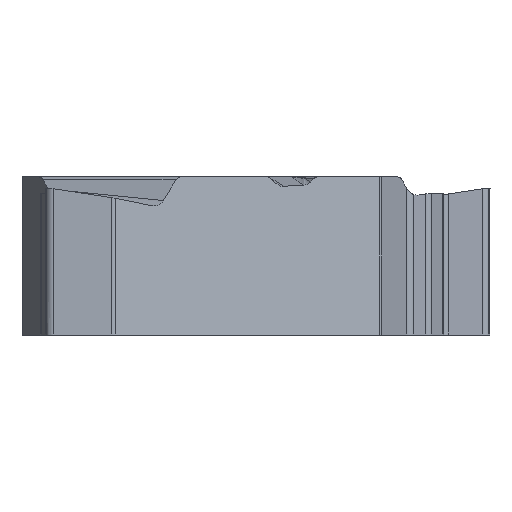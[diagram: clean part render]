
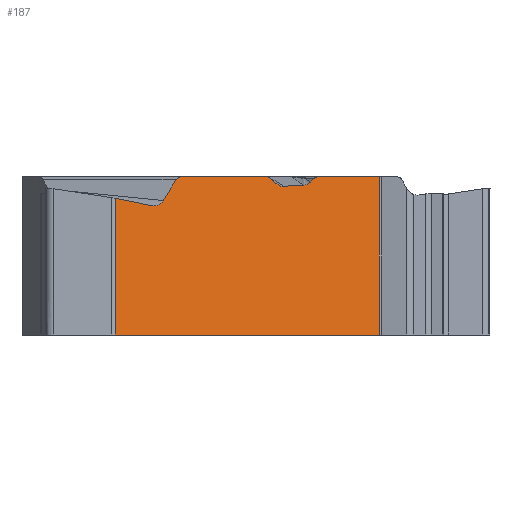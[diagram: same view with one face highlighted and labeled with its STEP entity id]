
A CAD part, front view. The second image highlights one B-rep face of the part: STEP entity #187.
In plain terms, the highlighted planar face has unit normal (0.5, -0.866, 0).
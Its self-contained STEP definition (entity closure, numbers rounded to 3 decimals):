
#187=ADVANCED_FACE('',(#338),#285,.F.);
#285=PLANE('',#2132);
#338=FACE_OUTER_BOUND('',#442,.T.);
#442=EDGE_LOOP('',(#680,#681,#682,#683,#684,#685,#686,#687,#688,#689,#690,
#691,#692,#693,#694,#695));
#552=ELLIPSE('',#2128,0.368,0.32);
#553=ELLIPSE('',#2129,0.15,0.15);
#554=ELLIPSE('',#2130,0.167,0.15);
#555=ELLIPSE('',#2131,0.177,0.15);
#680=ORIENTED_EDGE('',*,*,#1448,.T.);
#681=ORIENTED_EDGE('',*,*,#1449,.F.);
#682=ORIENTED_EDGE('',*,*,#1450,.T.);
#683=ORIENTED_EDGE('',*,*,#1451,.F.);
#684=ORIENTED_EDGE('',*,*,#1452,.T.);
#685=ORIENTED_EDGE('',*,*,#1453,.F.);
#686=ORIENTED_EDGE('',*,*,#1454,.F.);
#687=ORIENTED_EDGE('',*,*,#1455,.F.);
#688=ORIENTED_EDGE('',*,*,#1456,.F.);
#689=ORIENTED_EDGE('',*,*,#1457,.F.);
#690=ORIENTED_EDGE('',*,*,#1458,.F.);
#691=ORIENTED_EDGE('',*,*,#1459,.F.);
#692=ORIENTED_EDGE('',*,*,#1460,.F.);
#693=ORIENTED_EDGE('',*,*,#1461,.F.);
#694=ORIENTED_EDGE('',*,*,#1462,.F.);
#695=ORIENTED_EDGE('',*,*,#1463,.F.);
#1236=VERTEX_POINT('',#3523);
#1237=VERTEX_POINT('',#3524);
#1238=VERTEX_POINT('',#3526);
#1239=VERTEX_POINT('',#3528);
#1240=VERTEX_POINT('',#3530);
#1241=VERTEX_POINT('',#3532);
#1242=VERTEX_POINT('',#3534);
#1243=VERTEX_POINT('',#3536);
#1244=VERTEX_POINT('',#3538);
#1245=VERTEX_POINT('',#3552);
#1246=VERTEX_POINT('',#3554);
#1247=VERTEX_POINT('',#3568);
#1248=VERTEX_POINT('',#3570);
#1249=VERTEX_POINT('',#3572);
#1250=VERTEX_POINT('',#3574);
#1251=VERTEX_POINT('',#3576);
#1448=EDGE_CURVE('',#1236,#1237,#552,.T.);
#1449=EDGE_CURVE('',#1238,#1237,#1709,.T.);
#1450=EDGE_CURVE('',#1238,#1239,#1710,.T.);
#1451=EDGE_CURVE('',#1240,#1239,#1711,.T.);
#1452=EDGE_CURVE('',#1240,#1241,#1712,.T.);
#1453=EDGE_CURVE('',#1242,#1241,#1713,.T.);
#1454=EDGE_CURVE('',#1243,#1242,#553,.T.);
#1455=EDGE_CURVE('',#1244,#1243,#1714,.T.);
#1456=EDGE_CURVE('',#1245,#1244,#2027,.T.);
#1457=EDGE_CURVE('',#1246,#1245,#1715,.T.);
#1458=EDGE_CURVE('',#1247,#1246,#2028,.T.);
#1459=EDGE_CURVE('',#1248,#1247,#1716,.T.);
#1460=EDGE_CURVE('',#1249,#1248,#554,.T.);
#1461=EDGE_CURVE('',#1250,#1249,#1717,.T.);
#1462=EDGE_CURVE('',#1251,#1250,#555,.T.);
#1463=EDGE_CURVE('',#1236,#1251,#1718,.T.);
#1709=LINE('',#3525,#1883);
#1710=LINE('',#3527,#1884);
#1711=LINE('',#3529,#1885);
#1712=LINE('',#3531,#1886);
#1713=LINE('',#3533,#1887);
#1714=LINE('',#3537,#1888);
#1715=LINE('',#3553,#1889);
#1716=LINE('',#3569,#1890);
#1717=LINE('',#3573,#1891);
#1718=LINE('',#3577,#1892);
#1883=VECTOR('',#2423,1.);
#1884=VECTOR('',#2424,1.);
#1885=VECTOR('',#2425,1.);
#1886=VECTOR('',#2426,1.);
#1887=VECTOR('',#2427,1.);
#1888=VECTOR('',#2430,1.);
#1889=VECTOR('',#2431,1.);
#1890=VECTOR('',#2432,1.);
#1891=VECTOR('',#2435,1.);
#1892=VECTOR('',#2438,1.);
#2027=B_SPLINE_CURVE_WITH_KNOTS('',3,(#3539,#3540,#3541,#3542,#3543,#3544,
#3545,#3546,#3547,#3548,#3549,#3550,#3551),.UNSPECIFIED.,.F.,.F.,(4,3,3,
3,4),(0.,0.249,0.498,0.746,1.),
 .UNSPECIFIED.);
#2028=B_SPLINE_CURVE_WITH_KNOTS('',3,(#3555,#3556,#3557,#3558,#3559,#3560,
#3561,#3562,#3563,#3564,#3565,#3566,#3567),.UNSPECIFIED.,.F.,.F.,(4,3,3,
3,4),(0.,0.234,0.468,0.701,1.),
 .UNSPECIFIED.);
#2128=AXIS2_PLACEMENT_3D('',#3522,#2421,#2422);
#2129=AXIS2_PLACEMENT_3D('',#3535,#2428,#2429);
#2130=AXIS2_PLACEMENT_3D('',#3571,#2433,#2434);
#2131=AXIS2_PLACEMENT_3D('',#3575,#2436,#2437);
#2132=AXIS2_PLACEMENT_3D('',#3578,#2439,#2440);
#2421=DIRECTION('',(-0.5,0.866,0.));
#2422=DIRECTION('',(-0.853,-0.492,0.174));
#2423=DIRECTION('',(0.853,0.492,-0.174));
#2424=DIRECTION('',(0.,0.,-1.));
#2425=DIRECTION('',(-0.866,-0.5,0.));
#2426=DIRECTION('',(0.,0.,1.));
#2427=DIRECTION('',(0.866,0.5,0.));
#2428=DIRECTION('',(-0.5,0.866,0.));
#2429=DIRECTION('',(0.866,0.5,0.));
#2430=DIRECTION('',(0.658,0.38,0.651));
#2431=DIRECTION('',(0.865,0.5,0.043));
#2432=DIRECTION('',(0.686,0.396,-0.611));
#2433=DIRECTION('',(-0.5,0.866,0.));
#2434=DIRECTION('',(-0.866,-0.5,0.));
#2435=DIRECTION('',(0.866,0.5,0.));
#2436=DIRECTION('',(-0.5,0.866,0.));
#2437=DIRECTION('',(-0.866,-0.5,0.));
#2438=DIRECTION('',(0.497,0.287,0.819));
#2439=DIRECTION('',(-0.5,0.866,0.));
#2440=DIRECTION('',(0.,0.,-1.));
#3522=CARTESIAN_POINT('',(-1.215,-6.201,-0.16));
#3523=CARTESIAN_POINT('',(-0.942,-6.043,-0.337));
#3524=CARTESIAN_POINT('',(-1.263,-6.228,-0.475));
#3525=CARTESIAN_POINT('',(4.866,-2.69,-1.723));
#3526=CARTESIAN_POINT('',(-2.244,-6.795,-0.275));
#3527=CARTESIAN_POINT('',(-2.244,-6.795,-5.47));
#3528=CARTESIAN_POINT('',(-2.244,-6.795,-3.97));
#3529=CARTESIAN_POINT('',(-0.367,-5.711,-3.97));
#3530=CARTESIAN_POINT('',(4.892,-2.675,-3.97));
#3531=CARTESIAN_POINT('',(4.892,-2.675,3.3));
#3532=CARTESIAN_POINT('',(4.892,-2.675,0.3));
#3533=CARTESIAN_POINT('',(-0.367,-5.711,0.3));
#3534=CARTESIAN_POINT('',(3.222,-3.639,0.3));
#3535=CARTESIAN_POINT('',(3.222,-3.639,0.15));
#3536=CARTESIAN_POINT('',(3.137,-3.688,0.264));
#3537=CARTESIAN_POINT('',(1.004,-4.92,-1.847));
#3538=CARTESIAN_POINT('',(3.029,-3.75,0.157));
#3539=CARTESIAN_POINT('',(2.857,-3.85,0.078));
#3540=CARTESIAN_POINT('',(2.873,-3.841,0.079));
#3541=CARTESIAN_POINT('',(2.888,-3.832,0.082));
#3542=CARTESIAN_POINT('',(2.904,-3.823,0.085));
#3543=CARTESIAN_POINT('',(2.919,-3.814,0.089));
#3544=CARTESIAN_POINT('',(2.934,-3.805,0.094));
#3545=CARTESIAN_POINT('',(2.949,-3.797,0.101));
#3546=CARTESIAN_POINT('',(2.963,-3.789,0.108));
#3547=CARTESIAN_POINT('',(2.977,-3.78,0.116));
#3548=CARTESIAN_POINT('',(2.99,-3.773,0.125));
#3549=CARTESIAN_POINT('',(3.004,-3.765,0.134));
#3550=CARTESIAN_POINT('',(3.017,-3.757,0.145));
#3551=CARTESIAN_POINT('',(3.029,-3.75,0.157));
#3552=CARTESIAN_POINT('',(2.857,-3.85,0.078));
#3553=CARTESIAN_POINT('',(-0.364,-5.709,-0.08));
#3554=CARTESIAN_POINT('',(2.296,-4.173,0.051));
#3555=CARTESIAN_POINT('',(2.124,-4.273,0.113));
#3556=CARTESIAN_POINT('',(2.136,-4.266,0.102));
#3557=CARTESIAN_POINT('',(2.148,-4.259,0.093));
#3558=CARTESIAN_POINT('',(2.161,-4.252,0.086));
#3559=CARTESIAN_POINT('',(2.173,-4.245,0.078));
#3560=CARTESIAN_POINT('',(2.186,-4.237,0.071));
#3561=CARTESIAN_POINT('',(2.2,-4.229,0.066));
#3562=CARTESIAN_POINT('',(2.214,-4.221,0.061));
#3563=CARTESIAN_POINT('',(2.228,-4.213,0.057));
#3564=CARTESIAN_POINT('',(2.242,-4.205,0.054));
#3565=CARTESIAN_POINT('',(2.26,-4.195,0.051));
#3566=CARTESIAN_POINT('',(2.278,-4.184,0.05));
#3567=CARTESIAN_POINT('',(2.296,-4.173,0.051));
#3568=CARTESIAN_POINT('',(2.124,-4.273,0.113));
#3569=CARTESIAN_POINT('',(4.055,-3.158,-1.607));
#3570=CARTESIAN_POINT('',(1.954,-4.371,0.264));
#3571=CARTESIAN_POINT('',(1.861,-4.425,0.15));
#3572=CARTESIAN_POINT('',(1.861,-4.425,0.3));
#3573=CARTESIAN_POINT('',(5.129,-2.538,0.3));
#3574=CARTESIAN_POINT('',(-0.469,-5.77,0.3));
#3575=CARTESIAN_POINT('',(-0.469,-5.77,0.15));
#3576=CARTESIAN_POINT('',(-0.6,-5.846,0.227));
#3577=CARTESIAN_POINT('',(1.192,-4.811,3.183));
#3578=CARTESIAN_POINT('',(-0.367,-5.711,0.));
